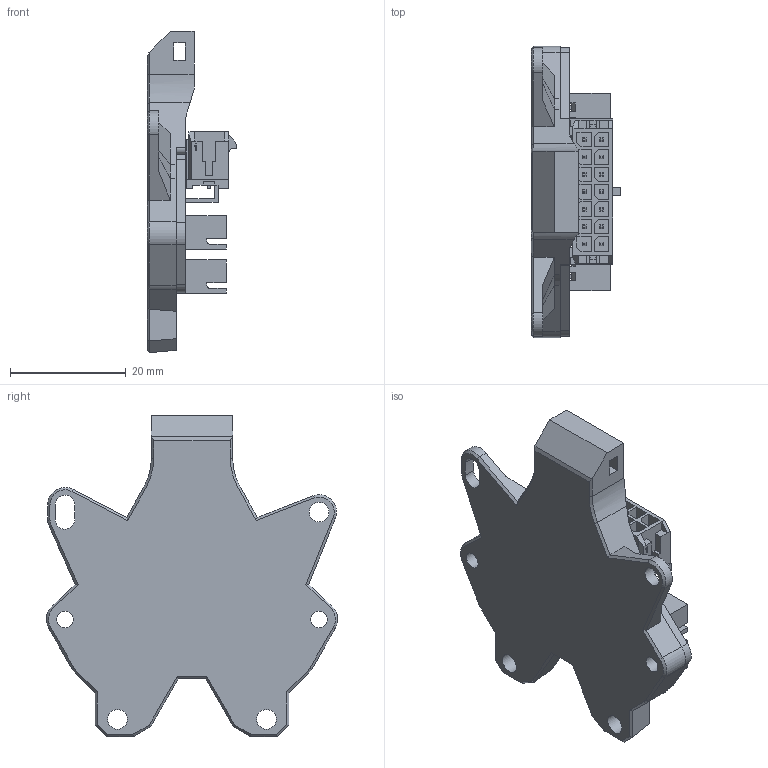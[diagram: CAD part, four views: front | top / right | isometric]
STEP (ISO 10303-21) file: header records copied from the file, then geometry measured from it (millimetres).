
FILE_DESCRIPTION(/* description */ (''),/* implementation_level */ '2;1');
FILE_NAME(/* name */ 'MiniSB Umbilical Libra Mini v3.step',/* time_stamp */ '2023-02-23T23:54:03+01:00',/* author */ (''),/* organization */ (''),/* preprocessor_version */ 'ST-DEVELOPER v19.2',/* originating_system */ 'Autodesk Translation Framework v11.17.0.187',/* authorisation */ '');
FILE_SCHEMA (('AUTOMOTIVE_DESIGN { 1 0 10303 214 3 1 1 }'));
Length unit declared in the file: millimetre
Products named in the file (16): MiniSB Umbilical Libra Mini; Umbilical Base Plate v6; Toolhead_PCB v1; JST_XH_B2B-XH-A_1x02_P2.50mm_Vertical; JST_XH_B2B-XH-A_1x02_P2.50mm_Vertical_1; JST_XH_B2B-XH-A_1x02_P2.50mm_Vertical_2; JST_XH_B2B-XH-A_1x02_P2.50mm_Vertical_3; JST_XH_B2B-XH-A_1x02_P2.50mm_Vertical_4; JST_XH_B2B-XH-A_1x02_P2.50mm_Vertical_5; SOLID; 430451400; SOLID (2); JST_XH_B4B-XH-A_1x04_P2.50mm_Vertical; SOLID (1); COMPOUND; MiniSB Libra Mini Minified
Assembly tree (20 placements, depth 5):
  MiniSB Umbilical Libra Mini
    Umbilical Base Plate v6
      Toolhead_PCB v1
        JST_XH_B2B-XH-A_1x02_P2.50mm_Vertical
          SOLID
        JST_XH_B2B-XH-A_1x02_P2.50mm_Vertical_1
          SOLID
        JST_XH_B2B-XH-A_1x02_P2.50mm_Vertical_2
          SOLID
        JST_XH_B2B-XH-A_1x02_P2.50mm_Vertical_3
          SOLID
        JST_XH_B2B-XH-A_1x02_P2.50mm_Vertical_4
          SOLID
        JST_XH_B2B-XH-A_1x02_P2.50mm_Vertical_5
          SOLID
        430451400
          SOLID (2)
        JST_XH_B4B-XH-A_1x04_P2.50mm_Vertical
          SOLID (1)
        COMPOUND
    MiniSB Libra Mini Minified
Bounding box: 15.48 x 50.24 x 55.41 mm (x, y, z)
Volume: 11061.4 mm3; surface area: 13606 mm2
Topology: 10 solids, 10 shells, 1474 faces, 3853 edges, 2469 vertices
Faces by surface type: plane 1342, cylinder 116, cone 14, torus 2
Full cylindrical faces by diameter (mm): 0.95 x4, 1 x12, 1.02 x14, 2.85 x2, 3 x2, 3.2 x2, 3.4 x3
Entity records: 31377 total; most frequent: CARTESIAN_POINT 5420, ORIENTED_EDGE 5316, DIRECTION 5000, EDGE_CURVE 2658, LINE 2438, VECTOR 2438, VERTEX_POINT 1689, AXIS2_PLACEMENT_3D 1281
